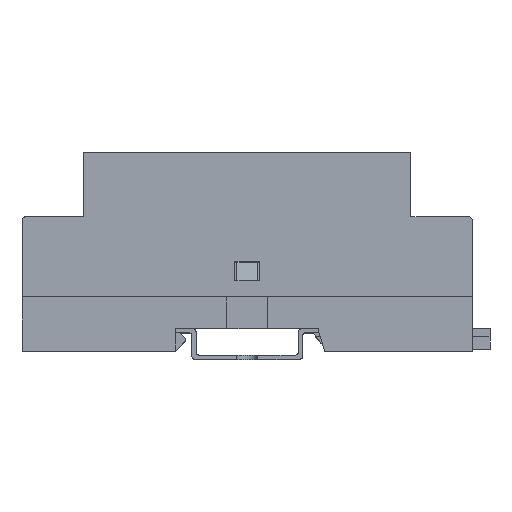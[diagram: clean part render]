
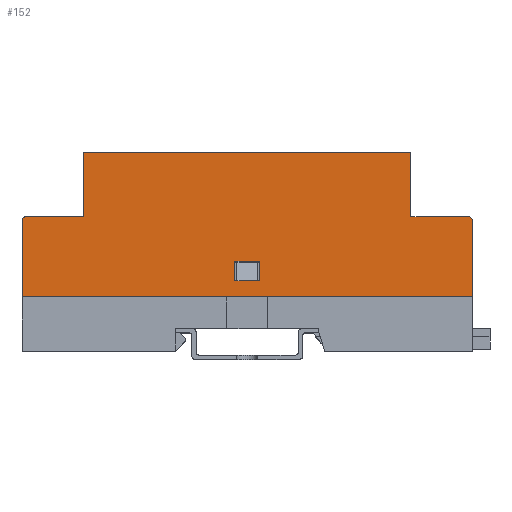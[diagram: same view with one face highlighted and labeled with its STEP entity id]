
A CAD part, top view. The second image highlights one B-rep face of the part: STEP entity #152.
In plain terms, the highlighted face is planar.
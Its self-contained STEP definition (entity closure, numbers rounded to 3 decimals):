
#152 = ADVANCED_FACE ( 'NONE', ( #7827, #19754 ), #7253, .F. ) ;
#402 = ORIENTED_EDGE ( 'NONE', *, *, #11788, .F. ) ;
#1563 = CARTESIAN_POINT ( 'NONE',  ( 3., 8.7, -17.5 ) ) ;
#1634 = EDGE_CURVE ( 'NONE', #15488, #12865, #12852, .T. ) ;
#1869 = AXIS2_PLACEMENT_3D ( 'NONE', #8471, #17929, #8661 ) ;
#1874 = CARTESIAN_POINT ( 'NONE',  ( -55., 35.3, -17.5 ) ) ;
#2505 = DIRECTION ( 'NONE',  ( -1., 0., 0. ) ) ;
#2538 = LINE ( 'NONE', #8928, #16819 ) ;
#2587 = VERTEX_POINT ( 'NONE', #4831 ) ;
#2633 = VECTOR ( 'NONE', #8677, 1000. ) ;
#2704 = CARTESIAN_POINT ( 'NONE',  ( 3., 8.7, -17.5 ) ) ;
#2843 = VECTOR ( 'NONE', #6488, 1000. ) ;
#2864 = DIRECTION ( 'NONE',  ( 0., -1., 0. ) ) ;
#3046 = CARTESIAN_POINT ( 'NONE',  ( -54., 19.6, -17.5 ) ) ;
#3048 = DIRECTION ( 'NONE',  ( 1., 0., 0. ) ) ;
#3076 = EDGE_CURVE ( 'NONE', #19635, #15655, #6920, .T. ) ;
#3641 = LINE ( 'NONE', #12995, #4842 ) ;
#3742 = EDGE_CURVE ( 'NONE', #15488, #5297, #2538, .T. ) ;
#3962 = CARTESIAN_POINT ( 'NONE',  ( -55., 35.3, -17.5 ) ) ;
#4192 = CARTESIAN_POINT ( 'NONE',  ( -55., 35.3, -17.5 ) ) ;
#4798 = LINE ( 'NONE', #5718, #17871 ) ;
#4831 = CARTESIAN_POINT ( 'NONE',  ( 3., 4., -17.5 ) ) ;
#4842 = VECTOR ( 'NONE', #17811, 1000. ) ;
#4963 = EDGE_LOOP ( 'NONE', ( #15425, #12510, #11444, #402 ) ) ;
#5066 = VERTEX_POINT ( 'NONE', #15827 ) ;
#5160 = CARTESIAN_POINT ( 'NONE',  ( 40., 35.3, -17.5 ) ) ;
#5297 = VERTEX_POINT ( 'NONE', #12397 ) ;
#5332 = ORIENTED_EDGE ( 'NONE', *, *, #1634, .F. ) ;
#5440 = VERTEX_POINT ( 'NONE', #12592 ) ;
#5477 = VECTOR ( 'NONE', #2864, 1000. ) ;
#5518 = CIRCLE ( 'NONE', #1869, 1. ) ;
#5718 = CARTESIAN_POINT ( 'NONE',  ( 3., 8.7, -17.5 ) ) ;
#5859 = ORIENTED_EDGE ( 'NONE', *, *, #19624, .F. ) ;
#6276 = CARTESIAN_POINT ( 'NONE',  ( -40., 19.6, -17.5 ) ) ;
#6310 = ORIENTED_EDGE ( 'NONE', *, *, #3742, .T. ) ;
#6328 = CARTESIAN_POINT ( 'NONE',  ( -54., 18.6, -17.5 ) ) ;
#6488 = DIRECTION ( 'NONE',  ( 0., -1., 0. ) ) ;
#6533 = VERTEX_POINT ( 'NONE', #2704 ) ;
#6920 = LINE ( 'NONE', #16601, #5477 ) ;
#6961 = CARTESIAN_POINT ( 'NONE',  ( -40., 19.6, -17.5 ) ) ;
#7253 = PLANE ( 'NONE',  #18891 ) ;
#7264 = CARTESIAN_POINT ( 'NONE',  ( 3., 4., -17.5 ) ) ;
#7274 = CARTESIAN_POINT ( 'NONE',  ( 54., 19.6, -17.5 ) ) ;
#7527 = VECTOR ( 'NONE', #13053, 1000. ) ;
#7532 = VECTOR ( 'NONE', #13216, 1000. ) ;
#7589 = EDGE_CURVE ( 'NONE', #5066, #6533, #4798, .T. ) ;
#7626 = EDGE_CURVE ( 'NONE', #15237, #14612, #19363, .T. ) ;
#7772 = LINE ( 'NONE', #3962, #17441 ) ;
#7827 = FACE_BOUND ( 'NONE', #4963, .T. ) ;
#8042 = EDGE_CURVE ( 'NONE', #15237, #19635, #5518, .T. ) ;
#8189 = LINE ( 'NONE', #1874, #2843 ) ;
#8471 = CARTESIAN_POINT ( 'NONE',  ( 54., 18.6, -17.5 ) ) ;
#8627 = AXIS2_PLACEMENT_3D ( 'NONE', #6328, #9335, #3048 ) ;
#8661 = DIRECTION ( 'NONE',  ( 1., 0., 0. ) ) ;
#8677 = DIRECTION ( 'NONE',  ( -1., 0., 0. ) ) ;
#8720 = VECTOR ( 'NONE', #18811, 1000. ) ;
#8864 = DIRECTION ( 'NONE',  ( 0., 1., 0. ) ) ;
#8928 = CARTESIAN_POINT ( 'NONE',  ( -40., 19.6, -17.5 ) ) ;
#9296 = EDGE_CURVE ( 'NONE', #19731, #12865, #15644, .T. ) ;
#9335 = DIRECTION ( 'NONE',  ( 0., 0., -1. ) ) ;
#9964 = LINE ( 'NONE', #10097, #7532 ) ;
#10097 = CARTESIAN_POINT ( 'NONE',  ( -3., 8.7, -17.5 ) ) ;
#10404 = CARTESIAN_POINT ( 'NONE',  ( 55., 18.6, -17.5 ) ) ;
#10665 = LINE ( 'NONE', #18674, #8720 ) ;
#10680 = ORIENTED_EDGE ( 'NONE', *, *, #9296, .T. ) ;
#11288 = VERTEX_POINT ( 'NONE', #5160 ) ;
#11444 = ORIENTED_EDGE ( 'NONE', *, *, #14376, .F. ) ;
#11788 = EDGE_CURVE ( 'NONE', #6533, #2587, #12908, .T. ) ;
#11801 = CARTESIAN_POINT ( 'NONE',  ( 40., 19.6, -17.5 ) ) ;
#12383 = DIRECTION ( 'NONE',  ( 0., -1., 0. ) ) ;
#12397 = CARTESIAN_POINT ( 'NONE',  ( -40., 35.3, -17.5 ) ) ;
#12510 = ORIENTED_EDGE ( 'NONE', *, *, #12623, .F. ) ;
#12592 = CARTESIAN_POINT ( 'NONE',  ( -55., 0., -17.5 ) ) ;
#12623 = EDGE_CURVE ( 'NONE', #13532, #5066, #9964, .T. ) ;
#12852 = LINE ( 'NONE', #6961, #7527 ) ;
#12865 = VERTEX_POINT ( 'NONE', #3046 ) ;
#12908 = LINE ( 'NONE', #1563, #16544 ) ;
#12971 = CARTESIAN_POINT ( 'NONE',  ( 40., 19.6, -17.5 ) ) ;
#12995 = CARTESIAN_POINT ( 'NONE',  ( 40., 19.6, -17.5 ) ) ;
#13053 = DIRECTION ( 'NONE',  ( -1., 0., 0. ) ) ;
#13138 = EDGE_CURVE ( 'NONE', #14612, #11288, #3641, .T. ) ;
#13216 = DIRECTION ( 'NONE',  ( 0., 1., 0. ) ) ;
#13267 = VECTOR ( 'NONE', #14987, 1000. ) ;
#13272 = DIRECTION ( 'NONE',  ( 1., 0., 0. ) ) ;
#13275 = DIRECTION ( 'NONE',  ( 1., 0., 0. ) ) ;
#13481 = CARTESIAN_POINT ( 'NONE',  ( 55., 0., -17.5 ) ) ;
#13532 = VERTEX_POINT ( 'NONE', #14401 ) ;
#14376 = EDGE_CURVE ( 'NONE', #2587, #13532, #17373, .T. ) ;
#14401 = CARTESIAN_POINT ( 'NONE',  ( -3., 4., -17.5 ) ) ;
#14612 = VERTEX_POINT ( 'NONE', #12971 ) ;
#14886 = EDGE_CURVE ( 'NONE', #19731, #5440, #8189, .T. ) ;
#14987 = DIRECTION ( 'NONE',  ( -1., 0., 0. ) ) ;
#15044 = DIRECTION ( 'NONE',  ( 0., 0., 1. ) ) ;
#15237 = VERTEX_POINT ( 'NONE', #7274 ) ;
#15425 = ORIENTED_EDGE ( 'NONE', *, *, #7589, .F. ) ;
#15488 = VERTEX_POINT ( 'NONE', #6276 ) ;
#15644 = CIRCLE ( 'NONE', #8627, 1. ) ;
#15655 = VERTEX_POINT ( 'NONE', #13481 ) ;
#15827 = CARTESIAN_POINT ( 'NONE',  ( -3., 8.7, -17.5 ) ) ;
#16544 = VECTOR ( 'NONE', #12383, 1000. ) ;
#16601 = CARTESIAN_POINT ( 'NONE',  ( 55., 35.3, -17.5 ) ) ;
#16757 = CARTESIAN_POINT ( 'NONE',  ( -55., 18.6, -17.5 ) ) ;
#16819 = VECTOR ( 'NONE', #8864, 1000. ) ;
#17373 = LINE ( 'NONE', #7264, #13267 ) ;
#17385 = ORIENTED_EDGE ( 'NONE', *, *, #7626, .F. ) ;
#17441 = VECTOR ( 'NONE', #2505, 1000. ) ;
#17460 = ORIENTED_EDGE ( 'NONE', *, *, #19892, .T. ) ;
#17581 = ORIENTED_EDGE ( 'NONE', *, *, #13138, .F. ) ;
#17811 = DIRECTION ( 'NONE',  ( 0., 1., 0. ) ) ;
#17871 = VECTOR ( 'NONE', #13272, 1000. ) ;
#17929 = DIRECTION ( 'NONE',  ( 0., 0., -1. ) ) ;
#18666 = ORIENTED_EDGE ( 'NONE', *, *, #3076, .T. ) ;
#18674 = CARTESIAN_POINT ( 'NONE',  ( -55., 0., -17.5 ) ) ;
#18792 = ORIENTED_EDGE ( 'NONE', *, *, #8042, .T. ) ;
#18811 = DIRECTION ( 'NONE',  ( -1., 0., 0. ) ) ;
#18891 = AXIS2_PLACEMENT_3D ( 'NONE', #4192, #15044, #13275 ) ;
#19157 = EDGE_LOOP ( 'NONE', ( #19378, #10680, #5332, #6310, #5859, #17581, #17385, #18792, #18666, #17460 ) ) ;
#19363 = LINE ( 'NONE', #11801, #2633 ) ;
#19378 = ORIENTED_EDGE ( 'NONE', *, *, #14886, .F. ) ;
#19624 = EDGE_CURVE ( 'NONE', #11288, #5297, #7772, .T. ) ;
#19635 = VERTEX_POINT ( 'NONE', #10404 ) ;
#19731 = VERTEX_POINT ( 'NONE', #16757 ) ;
#19754 = FACE_OUTER_BOUND ( 'NONE', #19157, .T. ) ;
#19892 = EDGE_CURVE ( 'NONE', #15655, #5440, #10665, .T. ) ;
